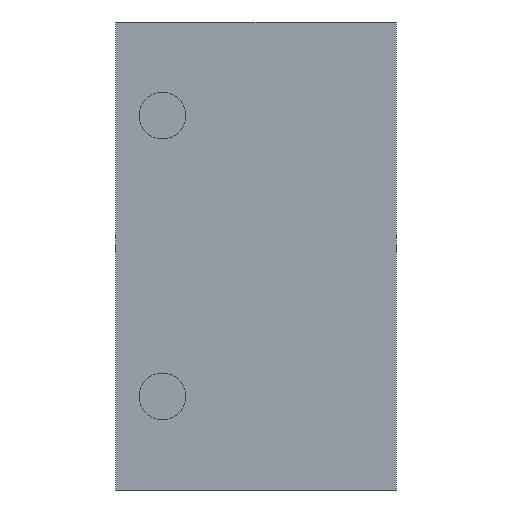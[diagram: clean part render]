
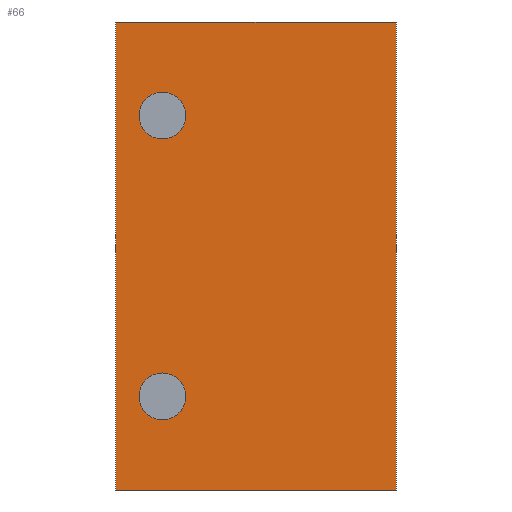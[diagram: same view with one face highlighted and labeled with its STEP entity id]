
A CAD part, front view. The second image highlights one B-rep face of the part: STEP entity #66.
In plain terms, the highlighted planar face has unit normal (0, -1, 0).
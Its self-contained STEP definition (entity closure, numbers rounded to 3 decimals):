
#10 = EDGE_CURVE ( 'NONE', #1257, #1248, #1013, .T. ) ;
#13 = EDGE_CURVE ( 'NONE', #1268, #1274, #988, .T. ) ;
#26 = EDGE_CURVE ( 'NONE', #1274, #1268, #1020, .T. ) ;
#66 = ADVANCED_FACE ( 'NONE', ( #1080, #1086, #1088 ), #617, .T. ) ;
#95 = CARTESIAN_POINT ( 'NONE',  ( 30., 0., 0. ) ) ;
#98 = CARTESIAN_POINT ( 'NONE',  ( 5., 0., -37.5 ) ) ;
#103 = CARTESIAN_POINT ( 'NONE',  ( 0., 0., 0. ) ) ;
#113 = CARTESIAN_POINT ( 'NONE',  ( 5., 0., -7.5 ) ) ;
#118 = CARTESIAN_POINT ( 'NONE',  ( 5., 0., -12.5 ) ) ;
#120 = CARTESIAN_POINT ( 'NONE',  ( 30., 0., -50. ) ) ;
#133 = CARTESIAN_POINT ( 'NONE',  ( 5., 0., -42.5 ) ) ;
#168 = CIRCLE ( 'NONE', #507, 2.5 ) ;
#236 = EDGE_CURVE ( 'NONE', #1276, #1228, #1119, .T. ) ;
#240 = LINE ( 'NONE', #738, #245 ) ;
#245 = VECTOR ( 'NONE', #739, 1000. ) ;
#250 = CIRCLE ( 'NONE', #502, 2.5 ) ;
#378 = EDGE_CURVE ( 'NONE', #1228, #1257, #1126, .T. ) ;
#404 = EDGE_CURVE ( 'NONE', #1248, #1276, #240, .T. ) ;
#408 = EDGE_CURVE ( 'NONE', #1289, #1251, #250, .T. ) ;
#422 = EDGE_CURVE ( 'NONE', #1251, #1289, #168, .T. ) ;
#429 = AXIS2_PLACEMENT_3D ( 'NONE', #1202, #1178, #1199 ) ;
#437 = AXIS2_PLACEMENT_3D ( 'NONE', #1207, #1177, #1209 ) ;
#471 = AXIS2_PLACEMENT_3D ( 'NONE', #610, #618, #619 ) ;
#502 = AXIS2_PLACEMENT_3D ( 'NONE', #735, #750, #751 ) ;
#507 = AXIS2_PLACEMENT_3D ( 'NONE', #781, #786, #787 ) ;
#610 = CARTESIAN_POINT ( 'NONE',  ( 0., 0., -50. ) ) ;
#617 = PLANE ( 'NONE',  #471 ) ;
#618 = DIRECTION ( 'NONE',  ( 0., -1., 0. ) ) ;
#619 = DIRECTION ( 'NONE',  ( 0., 0., -1. ) ) ;
#653 = CARTESIAN_POINT ( 'NONE',  ( 0., 0., -50. ) ) ;
#654 = DIRECTION ( 'NONE',  ( -1., 0., 0. ) ) ;
#663 = CARTESIAN_POINT ( 'NONE',  ( 0., 0., 0. ) ) ;
#670 = DIRECTION ( 'NONE',  ( 0., 0., 1. ) ) ;
#735 = CARTESIAN_POINT ( 'NONE',  ( 5., 0., -40. ) ) ;
#738 = CARTESIAN_POINT ( 'NONE',  ( 30., 0., 0. ) ) ;
#739 = DIRECTION ( 'NONE',  ( 0., 0., -1. ) ) ;
#750 = DIRECTION ( 'NONE',  ( 0., -1., 0. ) ) ;
#751 = DIRECTION ( 'NONE',  ( 0., 0., -1. ) ) ;
#781 = CARTESIAN_POINT ( 'NONE',  ( 5., 0., -40. ) ) ;
#786 = DIRECTION ( 'NONE',  ( 0., -1., 0. ) ) ;
#787 = DIRECTION ( 'NONE',  ( 0., 0., -1. ) ) ;
#855 = ORIENTED_EDGE ( 'NONE', *, *, #26, .F. ) ;
#875 = ORIENTED_EDGE ( 'NONE', *, *, #422, .F. ) ;
#876 = ORIENTED_EDGE ( 'NONE', *, *, #408, .F. ) ;
#899 = EDGE_LOOP ( 'NONE', ( #876, #875 ) ) ;
#935 = ORIENTED_EDGE ( 'NONE', *, *, #378, .F. ) ;
#955 = ORIENTED_EDGE ( 'NONE', *, *, #13, .F. ) ;
#970 = EDGE_LOOP ( 'NONE', ( #935, #987, #986, #985 ) ) ;
#974 = EDGE_LOOP ( 'NONE', ( #855, #955 ) ) ;
#985 = ORIENTED_EDGE ( 'NONE', *, *, #10, .F. ) ;
#986 = ORIENTED_EDGE ( 'NONE', *, *, #404, .F. ) ;
#987 = ORIENTED_EDGE ( 'NONE', *, *, #236, .F. ) ;
#988 = CIRCLE ( 'NONE', #429, 2.5 ) ;
#1013 = LINE ( 'NONE', #1263, #1014 ) ;
#1014 = VECTOR ( 'NONE', #1254, 1000. ) ;
#1020 = CIRCLE ( 'NONE', #437, 2.5 ) ;
#1080 = FACE_BOUND ( 'NONE', #899, .T. ) ;
#1086 = FACE_BOUND ( 'NONE', #974, .T. ) ;
#1088 = FACE_OUTER_BOUND ( 'NONE', #970, .T. ) ;
#1119 = LINE ( 'NONE', #653, #1120 ) ;
#1120 = VECTOR ( 'NONE', #654, 1000. ) ;
#1124 = VECTOR ( 'NONE', #670, 1000. ) ;
#1126 = LINE ( 'NONE', #663, #1124 ) ;
#1146 = CARTESIAN_POINT ( 'NONE',  ( 0., 0., -50. ) ) ;
#1177 = DIRECTION ( 'NONE',  ( 0., -1., 0. ) ) ;
#1178 = DIRECTION ( 'NONE',  ( 0., -1., 0. ) ) ;
#1199 = DIRECTION ( 'NONE',  ( 0., 0., -1. ) ) ;
#1202 = CARTESIAN_POINT ( 'NONE',  ( 5., 0., -10. ) ) ;
#1207 = CARTESIAN_POINT ( 'NONE',  ( 5., 0., -10. ) ) ;
#1209 = DIRECTION ( 'NONE',  ( 0., 0., -1. ) ) ;
#1228 = VERTEX_POINT ( 'NONE', #1146 ) ;
#1248 = VERTEX_POINT ( 'NONE', #95 ) ;
#1251 = VERTEX_POINT ( 'NONE', #98 ) ;
#1254 = DIRECTION ( 'NONE',  ( 1., 0., 0. ) ) ;
#1257 = VERTEX_POINT ( 'NONE', #103 ) ;
#1263 = CARTESIAN_POINT ( 'NONE',  ( 0., 0., 0. ) ) ;
#1268 = VERTEX_POINT ( 'NONE', #113 ) ;
#1274 = VERTEX_POINT ( 'NONE', #118 ) ;
#1276 = VERTEX_POINT ( 'NONE', #120 ) ;
#1289 = VERTEX_POINT ( 'NONE', #133 ) ;
